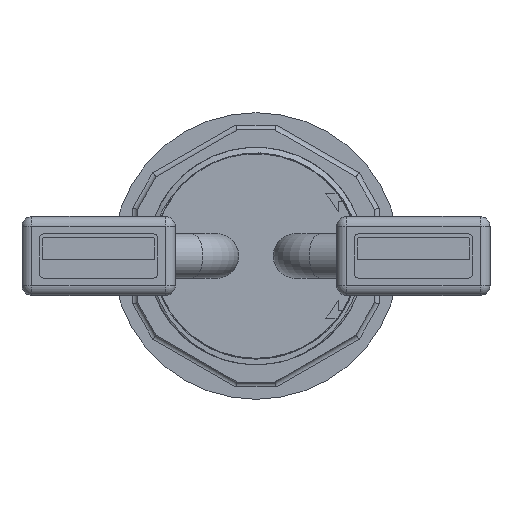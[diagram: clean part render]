
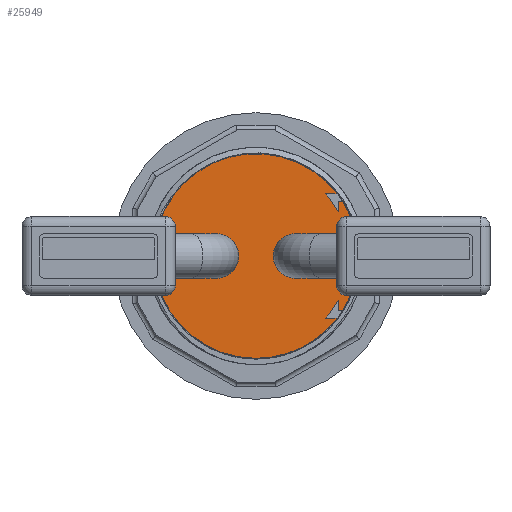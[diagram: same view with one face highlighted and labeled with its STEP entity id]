
A CAD part, front view. The second image highlights one B-rep face of the part: STEP entity #25949.
In plain terms, the highlighted planar face has unit normal (0, -1, 0).
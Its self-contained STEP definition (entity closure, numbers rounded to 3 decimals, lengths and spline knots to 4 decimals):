
#604=FACE_BOUND('',#4673,.T.);
#605=FACE_BOUND('',#4674,.T.);
#974=CIRCLE('',#27401,0.225);
#1108=CIRCLE('',#27673,0.225);
#1227=CIRCLE('',#27912,0.9425);
#1228=CIRCLE('',#27914,0.9425);
#1235=CIRCLE('',#27933,1.035);
#1236=CIRCLE('',#27934,1.035);
#1237=CIRCLE('',#27935,1.035);
#2014=PLANE('',#27936);
#3240=FACE_OUTER_BOUND('',#4672,.T.);
#4672=EDGE_LOOP('',(#22082,#22083,#22084,#22085,#22086,#22087,#22088,#22089,
#22090,#22091,#22092));
#4673=EDGE_LOOP('',(#22093));
#4674=EDGE_LOOP('',(#22094));
#7233=LINE('',#43931,#9772);
#7235=LINE('',#43935,#9774);
#7238=LINE('',#43941,#9777);
#7240=LINE('',#43944,#9779);
#7241=LINE('',#43947,#9780);
#7243=LINE('',#43951,#9782);
#9772=VECTOR('',#33989,1.);
#9774=VECTOR('',#33993,1.);
#9777=VECTOR('',#33998,1.);
#9779=VECTOR('',#34002,1.);
#9780=VECTOR('',#34005,1.);
#9782=VECTOR('',#34009,1.);
#11558=VERTEX_POINT('',#42234);
#11767=VERTEX_POINT('',#43109);
#11944=VERTEX_POINT('',#43886);
#11947=VERTEX_POINT('',#43891);
#11949=VERTEX_POINT('',#43896);
#11950=VERTEX_POINT('',#43898);
#11961=VERTEX_POINT('',#43930);
#11962=VERTEX_POINT('',#43934);
#11963=VERTEX_POINT('',#43938);
#11964=VERTEX_POINT('',#43940);
#11965=VERTEX_POINT('',#43946);
#11966=VERTEX_POINT('',#43950);
#11967=VERTEX_POINT('',#43954);
#14730=EDGE_CURVE('',#11558,#11558,#974,.T.);
#15070=EDGE_CURVE('',#11767,#11767,#1108,.T.);
#15365=EDGE_CURVE('',#11947,#11944,#1227,.T.);
#15367=EDGE_CURVE('',#11949,#11950,#1228,.T.);
#15382=EDGE_CURVE('',#11961,#11950,#7233,.T.);
#15384=EDGE_CURVE('',#11962,#11961,#7235,.T.);
#15387=EDGE_CURVE('',#11964,#11963,#7238,.T.);
#15389=EDGE_CURVE('',#11947,#11964,#7240,.T.);
#15390=EDGE_CURVE('',#11965,#11944,#7241,.T.);
#15392=EDGE_CURVE('',#11949,#11966,#7243,.T.);
#15395=EDGE_CURVE('',#11967,#11966,#1235,.T.);
#15396=EDGE_CURVE('',#11963,#11962,#1236,.T.);
#15397=EDGE_CURVE('',#11965,#11967,#1237,.T.);
#22082=ORIENTED_EDGE('',*,*,#15392,.T.);
#22083=ORIENTED_EDGE('',*,*,#15395,.F.);
#22084=ORIENTED_EDGE('',*,*,#15397,.F.);
#22085=ORIENTED_EDGE('',*,*,#15390,.T.);
#22086=ORIENTED_EDGE('',*,*,#15365,.F.);
#22087=ORIENTED_EDGE('',*,*,#15389,.T.);
#22088=ORIENTED_EDGE('',*,*,#15387,.T.);
#22089=ORIENTED_EDGE('',*,*,#15396,.T.);
#22090=ORIENTED_EDGE('',*,*,#15384,.T.);
#22091=ORIENTED_EDGE('',*,*,#15382,.T.);
#22092=ORIENTED_EDGE('',*,*,#15367,.F.);
#22093=ORIENTED_EDGE('',*,*,#14730,.T.);
#22094=ORIENTED_EDGE('',*,*,#15070,.T.);
#25949=ADVANCED_FACE('',(#3240,#604,#605),#2014,.T.);
#27401=AXIS2_PLACEMENT_3D('',#42235,#32554,#32555);
#27673=AXIS2_PLACEMENT_3D('',#43110,#33300,#33301);
#27912=AXIS2_PLACEMENT_3D('',#43893,#33950,#33951);
#27914=AXIS2_PLACEMENT_3D('',#43899,#33955,#33956);
#27933=AXIS2_PLACEMENT_3D('',#43956,#34014,#34015);
#27934=AXIS2_PLACEMENT_3D('',#43957,#34016,#34017);
#27935=AXIS2_PLACEMENT_3D('',#43958,#34018,#34019);
#27936=AXIS2_PLACEMENT_3D('',#43959,#34020,#34021);
#32554=DIRECTION('center_axis',(0.,1.,0.));
#32555=DIRECTION('ref_axis',(-1.,0.,0.));
#33300=DIRECTION('center_axis',(0.,1.,0.));
#33301=DIRECTION('ref_axis',(1.,0.,0.));
#33950=DIRECTION('center_axis',(0.,1.,0.));
#33951=DIRECTION('ref_axis',(-1.,0.,-0.027));
#33955=DIRECTION('center_axis',(0.,1.,0.));
#33956=DIRECTION('ref_axis',(-1.,0.,-0.027));
#33989=DIRECTION('',(0.,0.,-1.));
#33993=DIRECTION('',(-1.,0.,0.));
#33998=DIRECTION('',(1.,0.,0.));
#34002=DIRECTION('',(0.,0.,-1.));
#34005=DIRECTION('',(-1.,0.,0.));
#34009=DIRECTION('',(1.,0.,0.));
#34014=DIRECTION('center_axis',(0.,1.,0.));
#34015=DIRECTION('ref_axis',(-1.,0.,0.));
#34016=DIRECTION('center_axis',(0.,-1.,0.));
#34017=DIRECTION('ref_axis',(0.812,0.,-0.584));
#34018=DIRECTION('center_axis',(0.,1.,0.));
#34019=DIRECTION('ref_axis',(-1.,0.,0.));
#34020=DIRECTION('center_axis',(0.,-1.,0.));
#34021=DIRECTION('ref_axis',(1.,0.,0.));
#42234=CARTESIAN_POINT('',(0.625,-4.45,0.));
#42235=CARTESIAN_POINT('Origin',(0.4,-4.45,0.));
#43109=CARTESIAN_POINT('',(-0.625,-4.45,0.));
#43110=CARTESIAN_POINT('Origin',(-0.4,-4.45,0.));
#43886=CARTESIAN_POINT('',(0.701,-4.45,-0.63));
#43891=CARTESIAN_POINT('',(0.83,-4.45,-0.4465));
#43893=CARTESIAN_POINT('Origin',(0.,-4.45,0.));
#43896=CARTESIAN_POINT('',(0.701,-4.45,0.63));
#43898=CARTESIAN_POINT('',(0.83,-4.45,0.4465));
#43899=CARTESIAN_POINT('Origin',(0.,-4.45,0.));
#43930=CARTESIAN_POINT('',(0.83,-4.45,0.55));
#43931=CARTESIAN_POINT('',(0.83,-4.45,0.55));
#43934=CARTESIAN_POINT('',(0.8768,-4.45,0.55));
#43935=CARTESIAN_POINT('',(0.8768,-4.45,0.55));
#43938=CARTESIAN_POINT('',(0.8768,-4.45,-0.55));
#43940=CARTESIAN_POINT('',(0.83,-4.45,-0.55));
#43941=CARTESIAN_POINT('',(0.83,-4.45,-0.55));
#43944=CARTESIAN_POINT('',(0.83,-4.45,-0.4465));
#43946=CARTESIAN_POINT('',(0.8212,-4.45,-0.63));
#43947=CARTESIAN_POINT('',(0.4106,-4.45,-0.63));
#43950=CARTESIAN_POINT('',(0.8212,-4.45,0.63));
#43951=CARTESIAN_POINT('',(0.3505,-4.45,0.63));
#43954=CARTESIAN_POINT('',(0.,-4.45,-1.035));
#43956=CARTESIAN_POINT('Origin',(0.,-4.45,0.));
#43957=CARTESIAN_POINT('Origin',(0.,-4.45,0.));
#43958=CARTESIAN_POINT('Origin',(0.,-4.45,0.));
#43959=CARTESIAN_POINT('Origin',(0.,-4.45,1.035));
